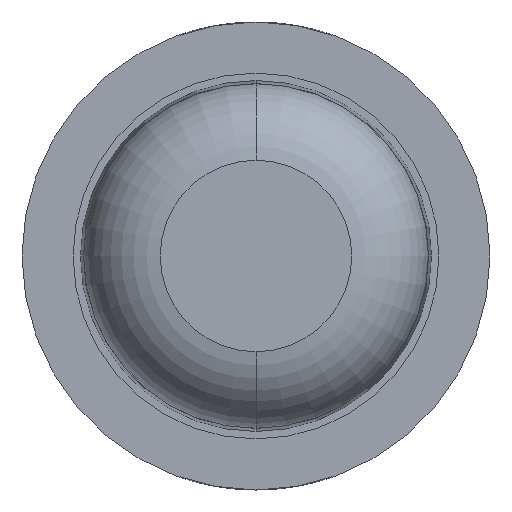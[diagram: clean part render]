
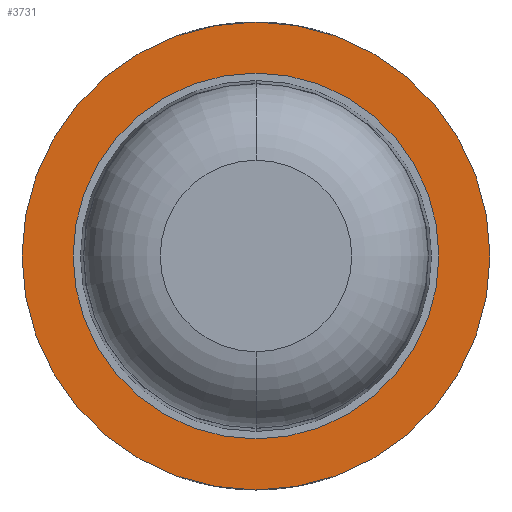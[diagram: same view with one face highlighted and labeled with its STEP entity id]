
A CAD part, front view. The second image highlights one B-rep face of the part: STEP entity #3731.
In plain terms, the highlighted planar face has unit normal (0, -1, 0).
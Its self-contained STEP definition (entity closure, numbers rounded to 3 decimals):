
#176 = DIRECTION ( 'NONE',  ( 0., 0., 1. ) ) ;
#434 = DIRECTION ( 'NONE',  ( 0., 0., 1. ) ) ;
#492 = AXIS2_PLACEMENT_3D ( 'NONE', #1574, #2927, #176 ) ;
#562 = CARTESIAN_POINT ( 'NONE',  ( 0., -7., 0.825 ) ) ;
#973 = VERTEX_POINT ( 'NONE', #2819 ) ;
#1116 = EDGE_CURVE ( 'Defeature ausgef�hrt3_3+Defeature ausgef�hrt3_4+Defeature ausgef�hrt3_4+Defeature ausgef�hrt3_4', #973, #1291, #3072, .T. ) ;
#1291 = VERTEX_POINT ( 'NONE', #562 ) ;
#1392 = CARTESIAN_POINT ( 'NONE',  ( 0., -7., -1.1 ) ) ;
#1416 = CARTESIAN_POINT ( 'NONE',  ( 0., -7., 0. ) ) ;
#1510 = CIRCLE ( 'NONE', #2946, 0.825 ) ;
#1521 = VERTEX_POINT ( 'NONE', #1392 ) ;
#1527 = DIRECTION ( 'NONE',  ( 0., 1., 0. ) ) ;
#1544 = PLANE ( 'NONE',  #492 ) ;
#1574 = CARTESIAN_POINT ( 'NONE',  ( 1.1, -7., 0. ) ) ;
#1666 = ORIENTED_EDGE ( 'NONE', *, *, #2434, .F. ) ;
#1949 = AXIS2_PLACEMENT_3D ( 'NONE', #2115, #2521, #3541 ) ;
#1992 = FACE_OUTER_BOUND ( 'NONE', #4275, .T. ) ;
#2039 = AXIS2_PLACEMENT_3D ( 'NONE', #3179, #2444, #434 ) ;
#2098 = FACE_BOUND ( 'NONE', #3726, .T. ) ;
#2115 = CARTESIAN_POINT ( 'NONE',  ( 0., -7., 0. ) ) ;
#2434 = EDGE_CURVE ( 'Defeature ausgef�hrt3_2+Defeature ausgef�hrt3_3+Defeature ausgef�hrt3_3+Defeature ausgef�hrt3_3', #1521, #3297, #4041, .T. ) ;
#2444 = DIRECTION ( 'NONE',  ( 0., 1., 0. ) ) ;
#2521 = DIRECTION ( 'NONE',  ( 0., 1., 0. ) ) ;
#2540 = CIRCLE ( 'NONE', #2039, 1.1 ) ;
#2710 = EDGE_CURVE ( 'Defeature ausgef�hrt3_2+Defeature ausgef�hrt3_3+Defeature ausgef�hrt3_3+Defeature ausgef�hrt3_3', #3297, #1521, #2540, .T. ) ;
#2712 = ORIENTED_EDGE ( 'NONE', *, *, #2710, .F. ) ;
#2806 = DIRECTION ( 'NONE',  ( 0., 1., 0. ) ) ;
#2819 = CARTESIAN_POINT ( 'NONE',  ( 0., -7., -0.825 ) ) ;
#2927 = DIRECTION ( 'NONE',  ( 0., 1., 0. ) ) ;
#2946 = AXIS2_PLACEMENT_3D ( 'NONE', #1416, #2806, #3888 ) ;
#2996 = AXIS2_PLACEMENT_3D ( 'NONE', #3223, #1527, #4305 ) ;
#3072 = CIRCLE ( 'NONE', #1949, 0.825 ) ;
#3179 = CARTESIAN_POINT ( 'NONE',  ( 0., -7., 0. ) ) ;
#3223 = CARTESIAN_POINT ( 'NONE',  ( 0., -7., 0. ) ) ;
#3297 = VERTEX_POINT ( 'NONE', #3705 ) ;
#3541 = DIRECTION ( 'NONE',  ( 0., 0., 1. ) ) ;
#3705 = CARTESIAN_POINT ( 'NONE',  ( 0., -7., 1.1 ) ) ;
#3726 = EDGE_LOOP ( 'NONE', ( #3972, #4394 ) ) ;
#3731 = ADVANCED_FACE ( 'Defeature ausgef�hrt3_3', ( #1992, #2098 ), #1544, .F. ) ;
#3888 = DIRECTION ( 'NONE',  ( 0., 0., 1. ) ) ;
#3972 = ORIENTED_EDGE ( 'NONE', *, *, #4059, .T. ) ;
#4041 = CIRCLE ( 'NONE', #2996, 1.1 ) ;
#4059 = EDGE_CURVE ( 'Defeature ausgef�hrt3_3+Defeature ausgef�hrt3_4+Defeature ausgef�hrt3_4+Defeature ausgef�hrt3_4', #1291, #973, #1510, .T. ) ;
#4275 = EDGE_LOOP ( 'NONE', ( #2712, #1666 ) ) ;
#4305 = DIRECTION ( 'NONE',  ( 0., 0., 1. ) ) ;
#4394 = ORIENTED_EDGE ( 'NONE', *, *, #1116, .T. ) ;
